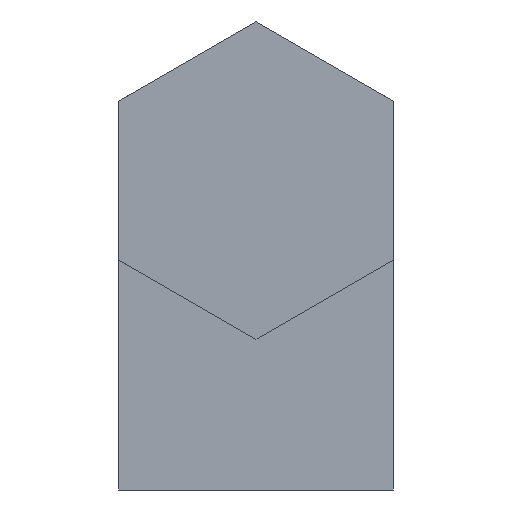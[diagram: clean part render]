
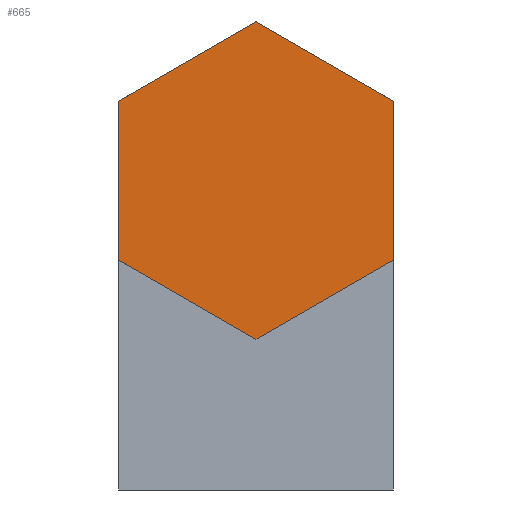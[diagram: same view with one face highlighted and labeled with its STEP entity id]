
A CAD part, left-side view. The second image highlights one B-rep face of the part: STEP entity #665.
In plain terms, the highlighted planar face has unit normal (-1, 0, 0).
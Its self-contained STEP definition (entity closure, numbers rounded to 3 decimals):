
#43=FACE_OUTER_BOUND('',#80,.T.);
#80=EDGE_LOOP('',(#451,#452,#453,#454,#455,#456));
#131=LINE('',#963,#213);
#132=LINE('',#965,#214);
#133=LINE('',#967,#215);
#134=LINE('',#969,#216);
#135=LINE('',#971,#217);
#136=LINE('',#972,#218);
#213=VECTOR('',#776,10.);
#214=VECTOR('',#777,10.);
#215=VECTOR('',#778,10.);
#216=VECTOR('',#779,10.);
#217=VECTOR('',#780,10.);
#218=VECTOR('',#781,10.);
#295=VERTEX_POINT('',#961);
#296=VERTEX_POINT('',#962);
#297=VERTEX_POINT('',#964);
#298=VERTEX_POINT('',#966);
#299=VERTEX_POINT('',#968);
#300=VERTEX_POINT('',#970);
#357=EDGE_CURVE('',#295,#296,#131,.T.);
#358=EDGE_CURVE('',#296,#297,#132,.T.);
#359=EDGE_CURVE('',#297,#298,#133,.T.);
#360=EDGE_CURVE('',#298,#299,#134,.T.);
#361=EDGE_CURVE('',#299,#300,#135,.T.);
#362=EDGE_CURVE('',#300,#295,#136,.T.);
#451=ORIENTED_EDGE('',*,*,#357,.T.);
#452=ORIENTED_EDGE('',*,*,#358,.T.);
#453=ORIENTED_EDGE('',*,*,#359,.T.);
#454=ORIENTED_EDGE('',*,*,#360,.T.);
#455=ORIENTED_EDGE('',*,*,#361,.T.);
#456=ORIENTED_EDGE('',*,*,#362,.T.);
#634=PLANE('',#716);
#665=ADVANCED_FACE('',(#43),#634,.T.);
#716=AXIS2_PLACEMENT_3D('',#960,#774,#775);
#774=DIRECTION('center_axis',(-1.,0.,0.));
#775=DIRECTION('ref_axis',(0.,0.,1.));
#776=DIRECTION('',(0.,0.866,0.5));
#777=DIRECTION('',(0.,0.866,-0.5));
#778=DIRECTION('',(0.,0.,-1.));
#779=DIRECTION('',(0.,-0.866,-0.5));
#780=DIRECTION('',(0.,-0.866,0.5));
#781=DIRECTION('',(0.,0.,1.));
#960=CARTESIAN_POINT('Origin',(-17.95,0.,0.));
#961=CARTESIAN_POINT('',(-17.95,-3.507,2.025));
#962=CARTESIAN_POINT('',(-17.95,0.,4.05));
#963=CARTESIAN_POINT('',(-17.95,-3.507,2.025));
#964=CARTESIAN_POINT('',(-17.95,3.507,2.025));
#965=CARTESIAN_POINT('',(-17.95,0.,4.05));
#966=CARTESIAN_POINT('',(-17.95,3.507,-2.025));
#967=CARTESIAN_POINT('',(-17.95,3.507,2.025));
#968=CARTESIAN_POINT('',(-17.95,0.,-4.05));
#969=CARTESIAN_POINT('',(-17.95,3.507,-2.025));
#970=CARTESIAN_POINT('',(-17.95,-3.507,-2.025));
#971=CARTESIAN_POINT('',(-17.95,0.,-4.05));
#972=CARTESIAN_POINT('',(-17.95,-3.507,-2.025));
